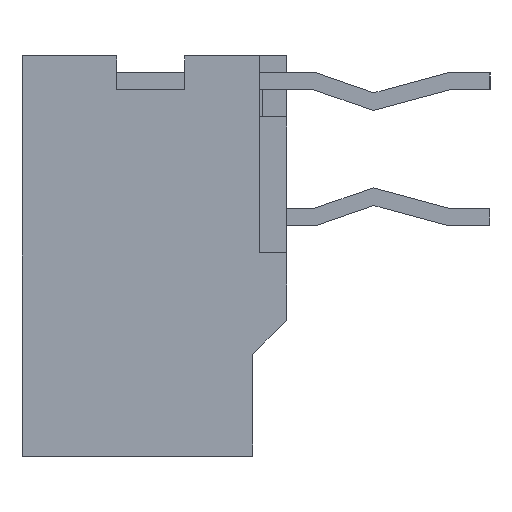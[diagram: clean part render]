
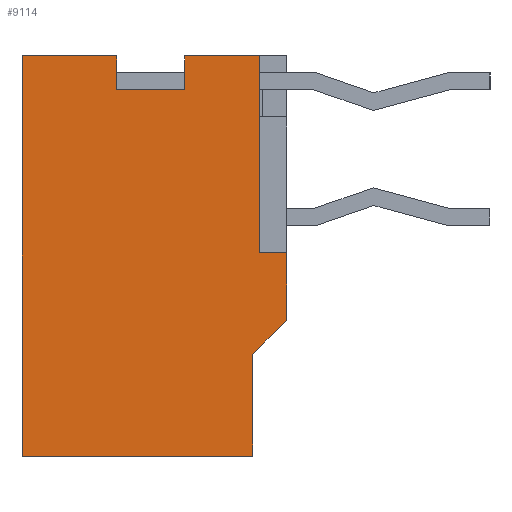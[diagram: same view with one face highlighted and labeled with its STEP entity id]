
A CAD part, left-side view. The second image highlights one B-rep face of the part: STEP entity #9114.
In plain terms, the highlighted planar face has unit normal (-1, 0, 0).
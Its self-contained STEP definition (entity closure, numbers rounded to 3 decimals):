
#1046=DIRECTION('',(0.,-1.,0.));
#1047=VECTOR('',#1046,1.);
#1048=CARTESIAN_POINT('',(-17.3,0.55,2.45));
#1049=LINE('265203',#1048,#1047);
#1082=DIRECTION('',(0.,0.,-1.));
#1083=VECTOR('',#1082,5.9);
#1084=CARTESIAN_POINT('',(-17.3,1.95,2.95));
#1085=LINE('265202',#1084,#1083);
#1094=DIRECTION('',(0.,-1.,0.));
#1095=VECTOR('',#1094,3.4);
#1096=CARTESIAN_POINT('',(-17.3,1.95,-2.95));
#1097=LINE('265201',#1096,#1095);
#1106=DIRECTION('',(0.,0.,-1.));
#1107=VECTOR('',#1106,1.5);
#1108=CARTESIAN_POINT('',(-17.3,-1.45,-1.45));
#1109=LINE('265200',#1108,#1107);
#1178=DIRECTION('',(0.,-1.,0.));
#1179=VECTOR('',#1178,1.1);
#1180=CARTESIAN_POINT('',(-17.3,-0.45,2.95));
#1181=LINE('265180',#1180,#1179);
#1182=DIRECTION('',(0.,0.,-1.));
#1183=VECTOR('',#1182,1.);
#1184=CARTESIAN_POINT('',(-17.3,-1.95,0.05));
#1185=LINE('265164',#1184,#1183);
#1186=DIRECTION('',(0.,-0.707,0.707));
#1187=VECTOR('',#1186,0.707);
#1188=CARTESIAN_POINT('',(-17.3,-1.45,-1.45));
#1189=LINE('265199',#1188,#1187);
#1190=DIRECTION('',(0.,-1.,0.));
#1191=VECTOR('',#1190,1.4);
#1192=CARTESIAN_POINT('',(-17.3,1.95,2.95));
#1193=LINE('265178',#1192,#1191);
#1194=DIRECTION('',(0.,0.,-1.));
#1195=VECTOR('',#1194,0.5);
#1196=CARTESIAN_POINT('',(-17.3,0.55,2.95));
#1197=LINE('265194',#1196,#1195);
#1206=DIRECTION('',(0.,0.,1.));
#1207=VECTOR('',#1206,0.5);
#1208=CARTESIAN_POINT('',(-17.3,-0.45,2.45));
#1209=LINE('265204',#1208,#1207);
#1222=DIRECTION('',(0.,0.,-1.));
#1223=VECTOR('',#1222,2.9);
#1224=CARTESIAN_POINT('',(-17.3,-1.55,2.95));
#1225=LINE('265197',#1224,#1223);
#1242=DIRECTION('',(0.,-1.,0.));
#1243=VECTOR('',#1242,0.4);
#1244=CARTESIAN_POINT('',(-17.3,-1.55,0.05));
#1245=LINE('265198',#1244,#1243);
#8070=CARTESIAN_POINT('',(-17.3,-1.95,0.05));
#8071=CARTESIAN_POINT('',(-17.3,-1.95,-0.95));
#8072=VERTEX_POINT('',#8070);
#8073=VERTEX_POINT('',#8071);
#8082=CARTESIAN_POINT('',(-17.3,0.55,2.95));
#8083=VERTEX_POINT('',#8082);
#8084=CARTESIAN_POINT('',(-17.3,1.95,2.95));
#8085=VERTEX_POINT('',#8084);
#8086=CARTESIAN_POINT('',(-17.3,-0.45,2.95));
#8087=CARTESIAN_POINT('',(-17.3,-1.55,2.95));
#8088=VERTEX_POINT('',#8086);
#8089=VERTEX_POINT('',#8087);
#8104=CARTESIAN_POINT('',(-17.3,0.55,2.45));
#8105=VERTEX_POINT('',#8104);
#8106=CARTESIAN_POINT('',(-17.3,-1.55,0.05));
#8107=VERTEX_POINT('',#8106);
#8108=CARTESIAN_POINT('',(-17.3,-1.45,-1.45));
#8109=VERTEX_POINT('',#8108);
#8110=CARTESIAN_POINT('',(-17.3,-1.45,-2.95));
#8111=VERTEX_POINT('',#8110);
#8112=CARTESIAN_POINT('',(-17.3,1.95,-2.95));
#8113=VERTEX_POINT('',#8112);
#8114=CARTESIAN_POINT('',(-17.3,-0.45,2.45));
#8115=VERTEX_POINT('',#8114);
#9089=CARTESIAN_POINT('',(-17.3,0.,0.));
#9090=DIRECTION('',(-1.,0.,0.));
#9091=DIRECTION('',(0.,1.,0.));
#9092=AXIS2_PLACEMENT_3D('',#9089,#9090,#9091);
#9093=PLANE('263623',#9092);
#9095=ORIENTED_EDGE('265180',*,*,#9094,.T.);
#9097=ORIENTED_EDGE('265197',*,*,#9096,.T.);
#9099=ORIENTED_EDGE('265198',*,*,#9098,.T.);
#9100=ORIENTED_EDGE('265164',*,*,#8164,.T.);
#9101=ORIENTED_EDGE('265199',*,*,#8983,.F.);
#9102=ORIENTED_EDGE('265200',*,*,#8969,.T.);
#9103=ORIENTED_EDGE('265201',*,*,#8942,.F.);
#9104=ORIENTED_EDGE('265202',*,*,#8927,.F.);
#9106=ORIENTED_EDGE('265178',*,*,#9105,.T.);
#9108=ORIENTED_EDGE('265194',*,*,#9107,.T.);
#9109=ORIENTED_EDGE('265203',*,*,#8900,.T.);
#9111=ORIENTED_EDGE('265204',*,*,#9110,.T.);
#9112=EDGE_LOOP('263623',(#9095,#9097,#9099,#9100,#9101,#9102,#9103,#9104,#9106,
#9108,#9109,#9111));
#9113=FACE_OUTER_BOUND('263623',#9112,.F.);
#9114=ADVANCED_FACE('263623',(#9113),#9093,.T.);
#8164=EDGE_CURVE('265164',#8072,#8073,#1185,.T.);
#8900=EDGE_CURVE('265203',#8105,#8115,#1049,.T.);
#8927=EDGE_CURVE('265202',#8085,#8113,#1085,.T.);
#8942=EDGE_CURVE('265201',#8113,#8111,#1097,.T.);
#8969=EDGE_CURVE('265200',#8109,#8111,#1109,.T.);
#8983=EDGE_CURVE('265199',#8109,#8073,#1189,.T.);
#9094=EDGE_CURVE('265180',#8088,#8089,#1181,.T.);
#9096=EDGE_CURVE('265197',#8089,#8107,#1225,.T.);
#9098=EDGE_CURVE('265198',#8107,#8072,#1245,.T.);
#9105=EDGE_CURVE('265178',#8085,#8083,#1193,.T.);
#9107=EDGE_CURVE('265194',#8083,#8105,#1197,.T.);
#9110=EDGE_CURVE('265204',#8115,#8088,#1209,.T.);
